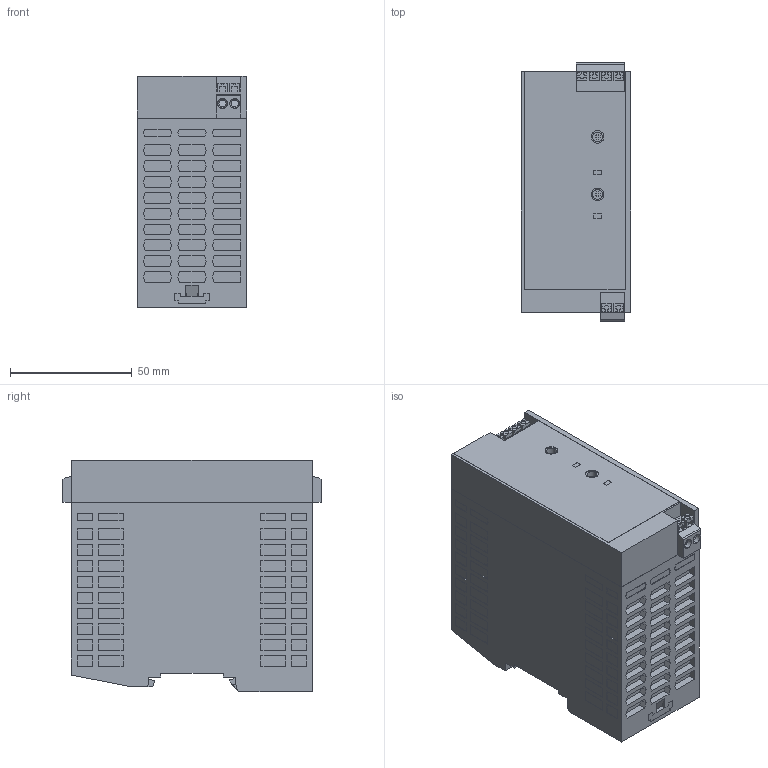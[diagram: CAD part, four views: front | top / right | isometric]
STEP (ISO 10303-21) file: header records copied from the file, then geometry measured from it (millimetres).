
FILE_DESCRIPTION(('Creo Elements/Direct Modeling STEP Export'),'2;1');
FILE_NAME('model.stp','2018-06-19T15:25:34',(''),(''),'Creo Elements/Direct Modeling STEP processor for AP214 (Solid Model)','Creo Elements/Direct Modeling 18.1I 14-Aug-2016 (C) Parametric Technology GmbH','');
FILE_SCHEMA(('AUTOMOTIVE_DESIGN { 1 0 10303 214 1 1 1 1 }'));
Length unit declared in the file: millimetre
Products named in the file (2): QUINT4_PS_1AC_24DC_3.8_PT-select
Assembly tree (1 placements, depth 2):
  QUINT4_PS_1AC_24DC_3.8_PT-select
    QUINT4_PS_1AC_24DC_3.8_PT-select
Bounding box: 45 x 106 x 95.01 mm (x, y, z)
Volume: 396111 mm3; surface area: 42700 mm2
Topology: 1 solids, 1 shells, 1033 faces, 2624 edges, 1730 vertices
Faces by surface type: plane 971, cylinder 32, cone 30
Entity records: 38739 total; most frequent: CARTESIAN_POINT 5524, ORIENTED_EDGE 5248, DIRECTION 4697, EDGE_CURVE 2624, VECTOR 2491, LINE 2491, VERTEX_POINT 1730, EDGE_LOOP 1182
